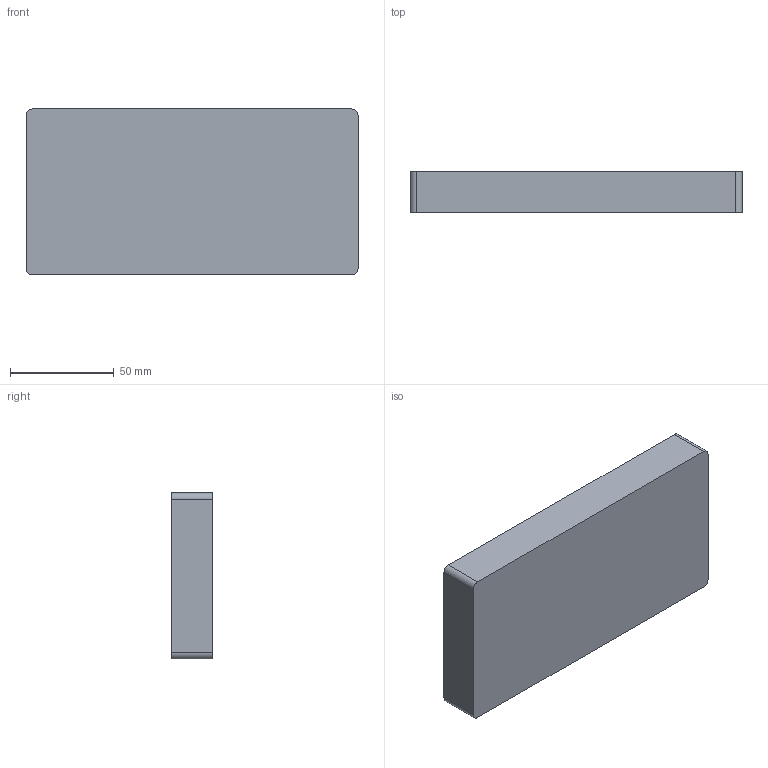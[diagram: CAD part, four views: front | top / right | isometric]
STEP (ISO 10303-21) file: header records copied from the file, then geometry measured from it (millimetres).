
FILE_DESCRIPTION (( 'STEP AP203' ), '1' );
FILE_NAME ('imagine ap202.STEP', '2024-02-04T07:23:29', ( '' ), ( '' ), 'SwSTEP 2.0', 'SolidWorks 2019', '' );
FILE_SCHEMA (( 'CONFIG_CONTROL_DESIGN' ));
Length unit declared in the file: millimetre
Products named in the file (1): imagine ap202
Bounding box: 160 x 20 x 80 mm (x, y, z)
Volume: 107722.7 mm3; surface area: 50950 mm2
Topology: 1 solids, 1 shells, 139 faces, 336 edges, 224 vertices
Faces by surface type: plane 131, cylinder 8
Entity records: 4063 total; most frequent: CARTESIAN_POINT 700, ORIENTED_EDGE 672, DIRECTION 632, EDGE_CURVE 336, VECTOR 320, LINE 320, VERTEX_POINT 224, EDGE_LOOP 164
